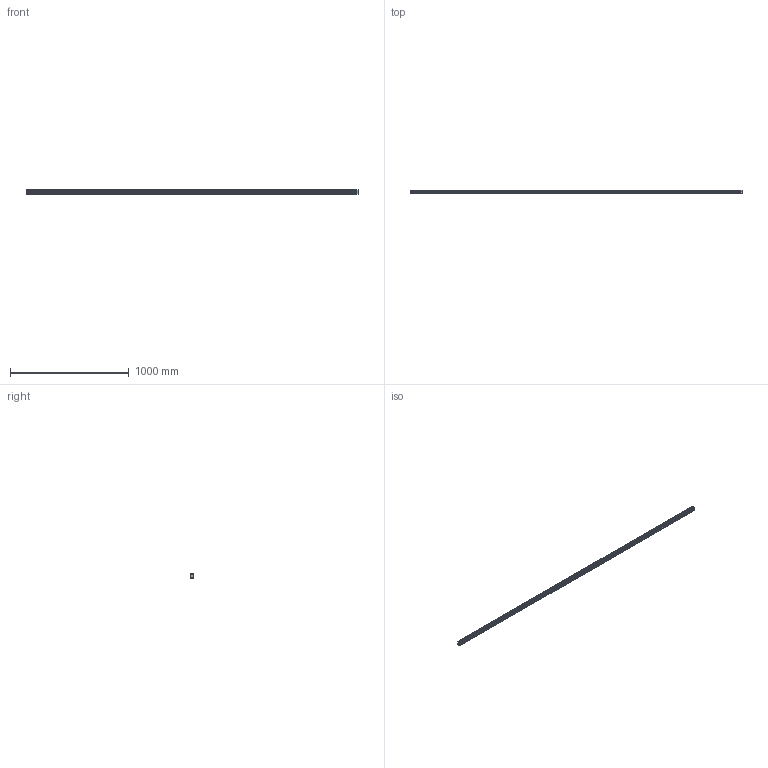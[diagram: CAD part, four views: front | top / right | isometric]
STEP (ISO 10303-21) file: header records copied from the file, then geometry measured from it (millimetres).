
FILE_DESCRIPTION (( 'STEP AP214' ), '1' );
FILE_NAME ('SHS35C1SS-2800L_G40_0_B-M6F_1339_0_0_0_1.STEP', '2021-06-22T11:08:43', ( '' ), ( '' ), 'SwSTEP 2.0', 'SolidWorks 2021', '' );
FILE_SCHEMA (( 'AUTOMOTIVE_DESIGN' ));
Length unit declared in the file: millimetre
Products named in the file (2): SHS35C1SS-2800L_G40_0_B-M6F_1339_0_0_0_1; _SHS35C280040 Track
Assembly tree (1 placements, depth 2):
  SHS35C1SS-2800L_G40_0_B-M6F_1339_0_0_0_1
    _SHS35C280040 Track
Bounding box: 2800 x 26 x 34 mm (x, y, z)
Volume: 2131729.6 mm3; surface area: 371351.9 mm2
Topology: 1 solids, 1 shells, 398 faces, 1188 edges, 792 vertices
Faces by surface type: cylinder 234, plane 164
Entity records: 14186 total; most frequent: CARTESIAN_POINT 3502, ORIENTED_EDGE 2376, DIRECTION 2180, EDGE_CURVE 1188, AXIS2_PLACEMENT_3D 870, VERTEX_POINT 792, EDGE_LOOP 468, CIRCLE 468
